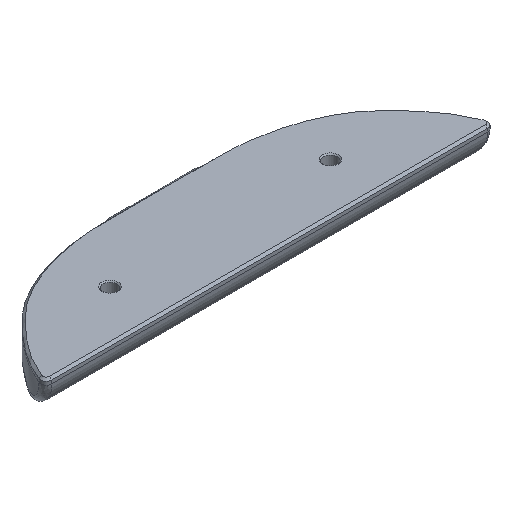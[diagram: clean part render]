
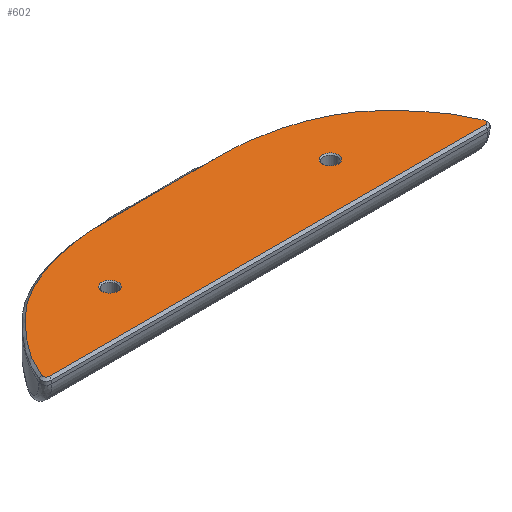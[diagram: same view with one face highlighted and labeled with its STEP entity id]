
A CAD part, isometric view. The second image highlights one B-rep face of the part: STEP entity #602.
In plain terms, the highlighted planar face has unit normal (0, 0, 1).
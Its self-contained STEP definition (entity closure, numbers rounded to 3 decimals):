
#491=CARTESIAN_POINT('',(0.,0.,12.));
#492=DIRECTION('',(0.,0.,1.));
#493=DIRECTION('',(-1.,0.,0.));
#494=AXIS2_PLACEMENT_3D('',#491,#492,#493);
#495=PLANE('',#494);
#496=CARTESIAN_POINT('',(-37.1,18.,12.));
#497=VERTEX_POINT('',#496);
#498=CARTESIAN_POINT('',(-40.,18.,12.));
#499=DIRECTION('',(-0.,-0.,-1.));
#500=DIRECTION('',(1.,0.,-0.));
#501=AXIS2_PLACEMENT_3D('',#498,#499,#500);
#502=CIRCLE('',#501,2.9);
#503=EDGE_CURVE('',#497,#497,#502,.T.);
#504=ORIENTED_EDGE('',*,*,#503,.T.);
#505=EDGE_LOOP('',(#504));
#506=FACE_BOUND('',#505,.T.);
#507=CARTESIAN_POINT('',(79.129,0.8,12.));
#508=VERTEX_POINT('',#507);
#509=CARTESIAN_POINT('',(-79.129,0.8,12.));
#510=VERTEX_POINT('',#509);
#511=CARTESIAN_POINT('',(79.129,0.8,12.));
#512=DIRECTION('',(-1.,0.,0.));
#513=VECTOR('',#512,158.258);
#514=LINE('',#511,#513);
#515=EDGE_CURVE('',#508,#510,#514,.T.);
#516=ORIENTED_EDGE('',*,*,#515,.F.);
#517=CARTESIAN_POINT('',(80.243,2.446,12.));
#518=VERTEX_POINT('',#517);
#519=CARTESIAN_POINT('',(79.129,2.,12.));
#520=DIRECTION('',(0.,0.,1.));
#521=DIRECTION('',(1.,0.,-0.));
#522=AXIS2_PLACEMENT_3D('',#519,#520,#521);
#523=CIRCLE('',#522,1.2);
#524=EDGE_CURVE('',#508,#518,#523,.T.);
#525=ORIENTED_EDGE('',*,*,#524,.T.);
#526=CARTESIAN_POINT('',(19.789,39.2,12.));
#527=VERTEX_POINT('',#526);
#528=CARTESIAN_POINT('',(80.243,2.446,12.));
#529=CARTESIAN_POINT('',(78.432,6.971,12.));
#530=CARTESIAN_POINT('',(75.919,10.869,12.));
#531=CARTESIAN_POINT('',(73.808,14.143,12.));
#532=CARTESIAN_POINT('',(70.177,18.331,12.));
#533=CARTESIAN_POINT('',(67.245,21.714,12.));
#534=CARTESIAN_POINT('',(63.632,25.052,12.));
#535=CARTESIAN_POINT('',(60.31,28.121,12.));
#536=CARTESIAN_POINT('',(55.98,30.589,12.));
#537=CARTESIAN_POINT('',(52.145,32.776,12.));
#538=CARTESIAN_POINT('',(47.459,34.538,12.));
#539=CARTESIAN_POINT('',(43.045,36.197,12.));
#540=CARTESIAN_POINT('',(38.42,37.244,12.));
#541=CARTESIAN_POINT('',(29.793,39.197,12.));
#542=CARTESIAN_POINT('',(19.789,39.2,12.));
#543=B_SPLINE_CURVE_WITH_KNOTS('',2,(#528,#529,#530,#531,#532,#533,#534,#535,#536,#537,#538,#539,#540,#541,#542),.UNSPECIFIED.,.F.,.F.,(3,2,2,2,2,2,2,3),(0.,0.125,0.25,0.375,0.5,0.625,0.75,1.),.UNSPECIFIED.);
#544=EDGE_CURVE('',#518,#527,#543,.T.);
#545=ORIENTED_EDGE('',*,*,#544,.T.);
#546=CARTESIAN_POINT('',(0.,39.2,12.));
#547=VERTEX_POINT('',#546);
#548=CARTESIAN_POINT('',(19.789,39.2,12.));
#549=DIRECTION('',(-1.,0.,0.));
#550=VECTOR('',#549,19.789);
#551=LINE('',#548,#550);
#552=EDGE_CURVE('',#527,#547,#551,.T.);
#553=ORIENTED_EDGE('',*,*,#552,.T.);
#554=CARTESIAN_POINT('',(-19.789,39.2,12.));
#555=VERTEX_POINT('',#554);
#556=CARTESIAN_POINT('',(-19.789,39.2,12.));
#557=DIRECTION('',(1.,0.,0.));
#558=VECTOR('',#557,19.789);
#559=LINE('',#556,#558);
#560=EDGE_CURVE('',#555,#547,#559,.T.);
#561=ORIENTED_EDGE('',*,*,#560,.F.);
#562=CARTESIAN_POINT('',(-80.243,2.446,12.));
#563=VERTEX_POINT('',#562);
#564=CARTESIAN_POINT('',(-80.243,2.446,12.));
#565=CARTESIAN_POINT('',(-78.432,6.971,12.));
#566=CARTESIAN_POINT('',(-75.919,10.869,12.));
#567=CARTESIAN_POINT('',(-73.808,14.143,12.));
#568=CARTESIAN_POINT('',(-70.177,18.331,12.));
#569=CARTESIAN_POINT('',(-67.245,21.714,12.));
#570=CARTESIAN_POINT('',(-63.632,25.052,12.));
#571=CARTESIAN_POINT('',(-60.31,28.121,12.));
#572=CARTESIAN_POINT('',(-55.98,30.589,12.));
#573=CARTESIAN_POINT('',(-52.145,32.776,12.));
#574=CARTESIAN_POINT('',(-47.459,34.538,12.));
#575=CARTESIAN_POINT('',(-43.045,36.197,12.));
#576=CARTESIAN_POINT('',(-38.42,37.244,12.));
#577=CARTESIAN_POINT('',(-29.793,39.197,12.));
#578=CARTESIAN_POINT('',(-19.789,39.2,12.));
#579=B_SPLINE_CURVE_WITH_KNOTS('',2,(#564,#565,#566,#567,#568,#569,#570,#571,#572,#573,#574,#575,#576,#577,#578),.UNSPECIFIED.,.F.,.F.,(3,2,2,2,2,2,2,3),(0.,0.125,0.25,0.375,0.5,0.625,0.75,1.),.UNSPECIFIED.);
#580=EDGE_CURVE('',#563,#555,#579,.T.);
#581=ORIENTED_EDGE('',*,*,#580,.F.);
#582=CARTESIAN_POINT('',(-79.129,2.,12.));
#583=DIRECTION('',(0.,0.,-1.));
#584=DIRECTION('',(-1.,0.,0.));
#585=AXIS2_PLACEMENT_3D('',#582,#583,#584);
#586=CIRCLE('',#585,1.2);
#587=EDGE_CURVE('',#510,#563,#586,.T.);
#588=ORIENTED_EDGE('',*,*,#587,.F.);
#589=EDGE_LOOP('',(#516,#525,#545,#553,#561,#581,#588));
#590=FACE_BOUND('',#589,.T.);
#591=CARTESIAN_POINT('',(42.9,18.,12.));
#592=VERTEX_POINT('',#591);
#593=CARTESIAN_POINT('',(40.,18.,12.));
#594=DIRECTION('',(-0.,-0.,-1.));
#595=DIRECTION('',(1.,0.,-0.));
#596=AXIS2_PLACEMENT_3D('',#593,#594,#595);
#597=CIRCLE('',#596,2.9);
#598=EDGE_CURVE('',#592,#592,#597,.T.);
#599=ORIENTED_EDGE('',*,*,#598,.T.);
#600=EDGE_LOOP('',(#599));
#601=FACE_BOUND('',#600,.T.);
#602=ADVANCED_FACE('',(#506,#590,#601),#495,.T.);
